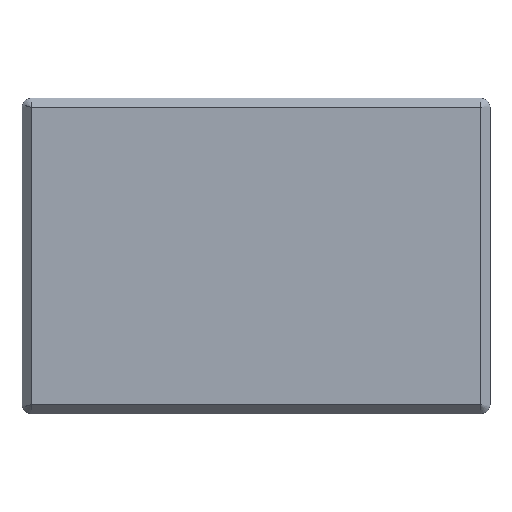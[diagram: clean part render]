
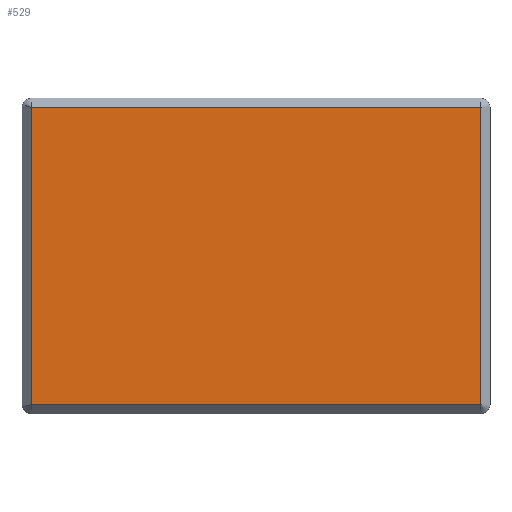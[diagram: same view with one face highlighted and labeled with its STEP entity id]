
A CAD part, front view. The second image highlights one B-rep face of the part: STEP entity #529.
In plain terms, the highlighted planar face has unit normal (0, -1, 0).
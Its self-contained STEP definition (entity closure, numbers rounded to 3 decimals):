
#63=FACE_OUTER_BOUND('',#101,.T.);
#101=EDGE_LOOP('',(#423,#424,#425,#426));
#140=LINE('',#819,#196);
#144=LINE('',#827,#200);
#148=LINE('',#835,#204);
#152=LINE('',#842,#208);
#196=VECTOR('',#648,10.);
#200=VECTOR('',#654,10.);
#204=VECTOR('',#660,10.);
#208=VECTOR('',#666,10.);
#256=VERTEX_POINT('',#816);
#257=VERTEX_POINT('',#818);
#260=VERTEX_POINT('',#826);
#263=VERTEX_POINT('',#834);
#304=EDGE_CURVE('',#256,#257,#140,.T.);
#308=EDGE_CURVE('',#257,#260,#144,.T.);
#312=EDGE_CURVE('',#260,#263,#148,.T.);
#316=EDGE_CURVE('',#263,#256,#152,.T.);
#423=ORIENTED_EDGE('',*,*,#304,.F.);
#424=ORIENTED_EDGE('',*,*,#316,.F.);
#425=ORIENTED_EDGE('',*,*,#312,.F.);
#426=ORIENTED_EDGE('',*,*,#308,.F.);
#501=PLANE('',#577);
#529=ADVANCED_FACE('',(#63),#501,.T.);
#577=AXIS2_PLACEMENT_3D('',#863,#698,#699);
#648=DIRECTION('',(-1.,0.,0.));
#654=DIRECTION('',(0.,0.,1.));
#660=DIRECTION('',(1.,0.,0.));
#666=DIRECTION('',(0.,0.,-1.));
#698=DIRECTION('center_axis',(0.,-1.,0.));
#699=DIRECTION('ref_axis',(0.,0.,-1.));
#816=CARTESIAN_POINT('',(279.7,-7.,44.));
#818=CARTESIAN_POINT('',(183.2,-7.,44.));
#819=CARTESIAN_POINT('',(206.325,-7.,44.));
#826=CARTESIAN_POINT('',(183.2,-7.,107.8));
#827=CARTESIAN_POINT('',(183.2,-7.,92.85));
#834=CARTESIAN_POINT('',(279.7,-7.,107.8));
#835=CARTESIAN_POINT('',(256.575,-7.,107.8));
#842=CARTESIAN_POINT('',(279.7,-7.,58.95));
#863=CARTESIAN_POINT('Origin',(231.45,-7.,75.9));
